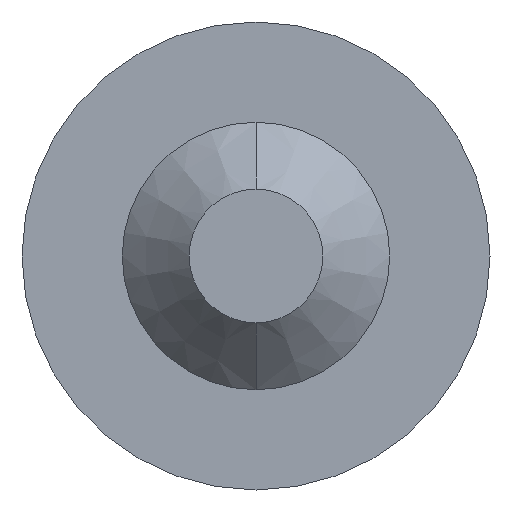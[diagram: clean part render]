
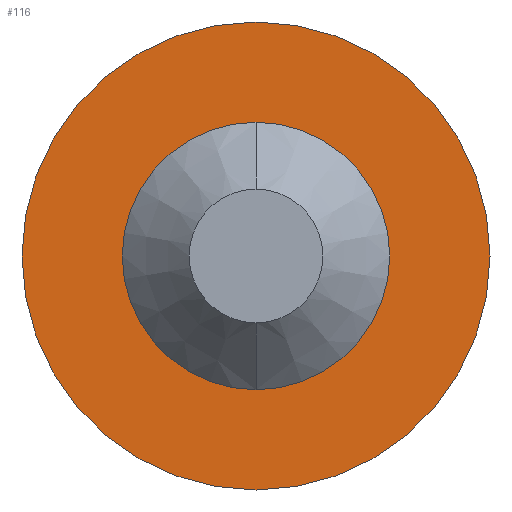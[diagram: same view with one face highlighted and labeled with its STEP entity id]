
A CAD part, front view. The second image highlights one B-rep face of the part: STEP entity #116.
In plain terms, the highlighted planar face has unit normal (0, -1, 0).
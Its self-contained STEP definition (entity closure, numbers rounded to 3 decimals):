
#9 = CARTESIAN_POINT ( 'NONE',  ( 0., 0., -1. ) ) ;
#10 = AXIS2_PLACEMENT_3D ( 'NONE', #393, #51, #122 ) ;
#25 = VERTEX_POINT ( 'NONE', #245 ) ;
#51 = DIRECTION ( 'NONE',  ( 0., 1., 0. ) ) ;
#66 = DIRECTION ( 'NONE',  ( 0., 0., -1. ) ) ;
#68 = DIRECTION ( 'NONE',  ( 0., 0., -1. ) ) ;
#76 = CIRCLE ( 'NONE', #234, 1.75 ) ;
#84 = EDGE_CURVE ( 'Defeature ausgef�hrt1_5+Defeature ausgef�hrt1_3+Defeature ausgef�hrt1_3+Defeature ausgef�hrt1_3', #388, #25, #296, .T. ) ;
#96 = DIRECTION ( 'NONE',  ( 0., -1., 0. ) ) ;
#97 = CARTESIAN_POINT ( 'NONE',  ( 0., 0., -1.75 ) ) ;
#104 = CARTESIAN_POINT ( 'NONE',  ( 0., 0., 0. ) ) ;
#114 = ORIENTED_EDGE ( 'NONE', *, *, #143, .T. ) ;
#116 = ADVANCED_FACE ( 'Defeature ausgef�hrt1_5', ( #306, #131 ), #377, .T. ) ;
#122 = DIRECTION ( 'NONE',  ( 0., 0., 1. ) ) ;
#131 = FACE_OUTER_BOUND ( 'NONE', #213, .T. ) ;
#133 = EDGE_CURVE ( 'Defeature ausgef�hrt1_5+Defeature ausgef�hrt1_3+Defeature ausgef�hrt1_3+Defeature ausgef�hrt1_3', #25, #388, #76, .T. ) ;
#138 = AXIS2_PLACEMENT_3D ( 'NONE', #219, #401, #192 ) ;
#143 = EDGE_CURVE ( 'Defeature ausgef�hrt1_5+Defeature ausgef�hrt1_0+Defeature ausgef�hrt1_0+Defeature ausgef�hrt1_0', #180, #349, #387, .T. ) ;
#149 = CARTESIAN_POINT ( 'NONE',  ( 0., 0., 1. ) ) ;
#171 = ORIENTED_EDGE ( 'NONE', *, *, #84, .T. ) ;
#178 = DIRECTION ( 'NONE',  ( 0., -1., 0. ) ) ;
#180 = VERTEX_POINT ( 'NONE', #9 ) ;
#181 = AXIS2_PLACEMENT_3D ( 'NONE', #253, #397, #66 ) ;
#184 = CIRCLE ( 'NONE', #10, 1. ) ;
#192 = DIRECTION ( 'NONE',  ( 0., 0., 1. ) ) ;
#213 = EDGE_LOOP ( 'NONE', ( #171, #272 ) ) ;
#219 = CARTESIAN_POINT ( 'NONE',  ( 0., 0., 0. ) ) ;
#223 = DIRECTION ( 'NONE',  ( 0., 0., -1. ) ) ;
#234 = AXIS2_PLACEMENT_3D ( 'NONE', #342, #178, #68 ) ;
#245 = CARTESIAN_POINT ( 'NONE',  ( 0., 0., 1.75 ) ) ;
#253 = CARTESIAN_POINT ( 'NONE',  ( 0., 0., 0. ) ) ;
#272 = ORIENTED_EDGE ( 'NONE', *, *, #133, .T. ) ;
#276 = EDGE_LOOP ( 'NONE', ( #294, #114 ) ) ;
#294 = ORIENTED_EDGE ( 'NONE', *, *, #322, .T. ) ;
#296 = CIRCLE ( 'NONE', #181, 1.75 ) ;
#306 = FACE_BOUND ( 'NONE', #276, .T. ) ;
#322 = EDGE_CURVE ( 'Defeature ausgef�hrt1_5+Defeature ausgef�hrt1_0+Defeature ausgef�hrt1_0+Defeature ausgef�hrt1_0', #349, #180, #184, .T. ) ;
#342 = CARTESIAN_POINT ( 'NONE',  ( 0., 0., 0. ) ) ;
#349 = VERTEX_POINT ( 'NONE', #149 ) ;
#353 = AXIS2_PLACEMENT_3D ( 'NONE', #104, #96, #223 ) ;
#377 = PLANE ( 'NONE',  #353 ) ;
#387 = CIRCLE ( 'NONE', #138, 1. ) ;
#388 = VERTEX_POINT ( 'NONE', #97 ) ;
#393 = CARTESIAN_POINT ( 'NONE',  ( 0., 0., 0. ) ) ;
#397 = DIRECTION ( 'NONE',  ( 0., -1., 0. ) ) ;
#401 = DIRECTION ( 'NONE',  ( 0., 1., 0. ) ) ;
